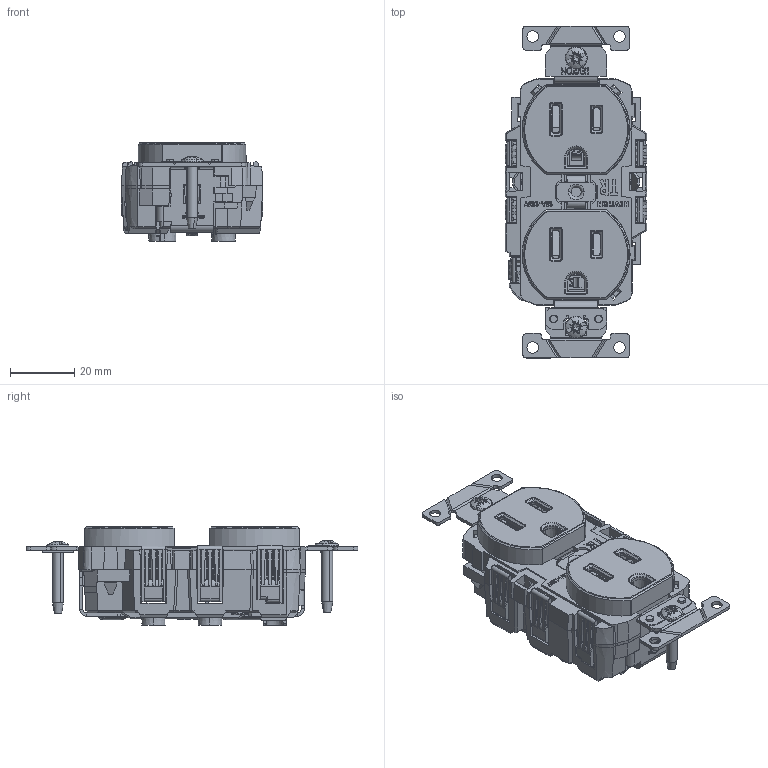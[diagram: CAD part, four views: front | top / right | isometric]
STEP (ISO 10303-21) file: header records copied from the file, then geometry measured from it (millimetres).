
FILE_DESCRIPTION (( 'STEP AP214' ), '1' );
FILE_NAME ('ORC5546-M01-15A TR.STEP', '2024-10-28T14:43:12', ( '' ), ( '' ), 'SwSTEP 2.0', 'SolidWorks 2024', '' );
FILE_SCHEMA (( 'AUTOMOTIVE_DESIGN' ));
Products named in the file (1): ORC5546-M01-15A  TR
Bounding box: 44.07 x 103.17 x 30.6 mm (x, y, z)
Surface area: 24700.1 mm2 (no closed solid volume)
Topology: 0 solids, 54 shells, 2643 faces, 10579 edges, 7741 vertices
Faces by surface type: plane 1773, bspline 378, cylinder 348, cone 91, torus 39, sphere 14
Entity records: 129297 total; most frequent: CARTESIAN_POINT 48298, ORIENTED_EDGE 16021, DIRECTION 14339, EDGE_CURVE 10575, LINE 7827, VECTOR 7827, VERTEX_POINT 7741, AXIS2_PLACEMENT_3D 3256
